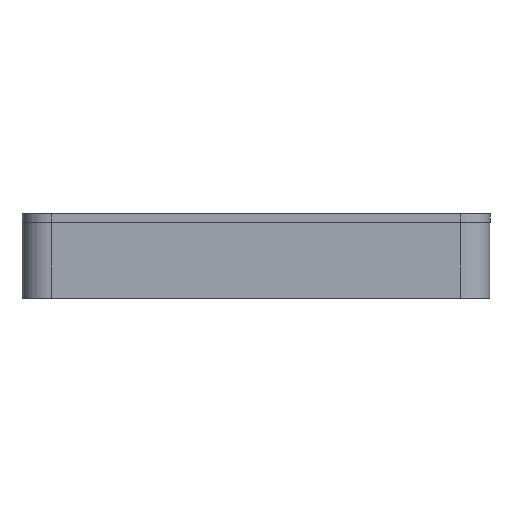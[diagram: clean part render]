
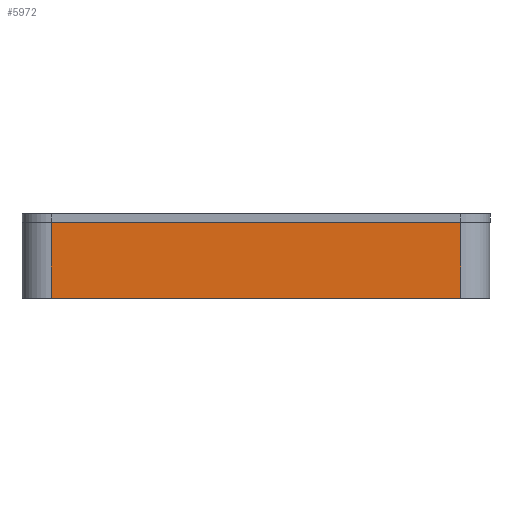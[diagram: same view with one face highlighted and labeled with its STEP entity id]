
A CAD part, front view. The second image highlights one B-rep face of the part: STEP entity #5972.
In plain terms, the highlighted planar face has unit normal (0, -1, 0).
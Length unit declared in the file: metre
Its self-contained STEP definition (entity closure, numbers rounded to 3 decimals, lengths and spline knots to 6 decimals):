
#54=LINE('',#9024,#591);
#81=LINE('',#9125,#618);
#82=LINE('',#9128,#619);
#83=LINE('',#9129,#620);
#591=VECTOR('',#7204,1.);
#618=VECTOR('',#7299,1.);
#619=VECTOR('',#7300,1.);
#620=VECTOR('',#7301,1.);
#1119=PLANE('',#6431);
#1521=ORIENTED_EDGE('',*,*,#3138,.T.);
#1522=ORIENTED_EDGE('',*,*,#3139,.T.);
#1523=ORIENTED_EDGE('',*,*,#3093,.F.);
#1524=ORIENTED_EDGE('',*,*,#3140,.T.);
#3093=EDGE_CURVE('',#3948,#3949,#54,.T.);
#3138=EDGE_CURVE('',#3989,#3990,#81,.T.);
#3139=EDGE_CURVE('',#3990,#3949,#82,.F.);
#3140=EDGE_CURVE('',#3948,#3989,#83,.T.);
#3948=VERTEX_POINT('',#9023);
#3949=VERTEX_POINT('',#9025);
#3989=VERTEX_POINT('',#9126);
#3990=VERTEX_POINT('',#9127);
#4965=EDGE_LOOP('',(#1521,#1522,#1523,#1524));
#5446=FACE_BOUND('',#4965,.T.);
#5972=ADVANCED_FACE('',(#5446),#1119,.F.);
#6431=AXIS2_PLACEMENT_3D('',#9124,#7297,#7298);
#7204=DIRECTION('',(1.,0.,0.));
#7297=DIRECTION('',(0.,1.,0.));
#7298=DIRECTION('',(0.,0.,1.));
#7299=DIRECTION('',(1.,0.,0.));
#7300=DIRECTION('',(0.,0.,-1.));
#7301=DIRECTION('',(0.,0.,-1.));
#9023=CARTESIAN_POINT('',(-0.024188,-0.023809,0.013));
#9024=CARTESIAN_POINT('',(0.010912,-0.023809,0.013));
#9025=CARTESIAN_POINT('',(0.046012,-0.023809,0.013));
#9124=CARTESIAN_POINT('',(0.010912,-0.023809,0.013));
#9125=CARTESIAN_POINT('',(0.010912,-0.023809,0.));
#9126=CARTESIAN_POINT('',(-0.024188,-0.023809,0.));
#9127=CARTESIAN_POINT('',(0.046012,-0.023809,0.));
#9128=CARTESIAN_POINT('',(0.046012,-0.023809,0.013));
#9129=CARTESIAN_POINT('',(-0.024188,-0.023809,0.013));
